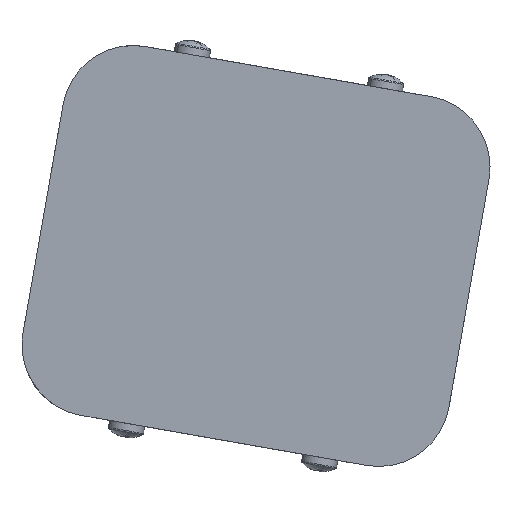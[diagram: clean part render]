
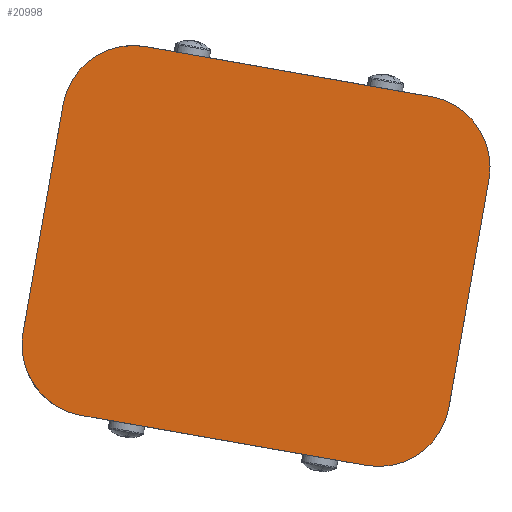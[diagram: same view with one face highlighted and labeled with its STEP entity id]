
A CAD part, front view. The second image highlights one B-rep face of the part: STEP entity #20998.
In plain terms, the highlighted planar face has unit normal (0, -1, 0).
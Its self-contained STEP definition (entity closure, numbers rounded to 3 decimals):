
#1574 = CIRCLE ( 'NONE', #9352, 8. ) ;
#1649 = CARTESIAN_POINT ( 'NONE',  ( -490.804, 398.5, -223.533 ) ) ;
#1854 = PLANE ( 'NONE',  #20369 ) ;
#2753 = VECTOR ( 'NONE', #9672, 1000. ) ;
#3169 = CARTESIAN_POINT ( 'NONE',  ( -482.924, 398.5, -224.915 ) ) ;
#4544 = ORIENTED_EDGE ( 'NONE', *, *, #11195, .F. ) ;
#4966 = LINE ( 'NONE', #35642, #8214 ) ;
#5404 = CARTESIAN_POINT ( 'NONE',  ( -489.421, 398.5, -215.653 ) ) ;
#5661 = CIRCLE ( 'NONE', #32247, 8. ) ;
#6263 = EDGE_CURVE ( 'NONE', #26895, #30397, #1574, .T. ) ;
#6278 = EDGE_CURVE ( 'NONE', #32697, #29836, #6755, .T. ) ;
#6755 = CIRCLE ( 'NONE', #39194, 8. ) ;
#7807 = DIRECTION ( 'NONE',  ( -0.985, 0., 0.173 ) ) ;
#7940 = CARTESIAN_POINT ( 'NONE',  ( -487.416, 398.5, -250.524 ) ) ;
#8203 = ORIENTED_EDGE ( 'NONE', *, *, #18164, .T. ) ;
#8214 = VECTOR ( 'NONE', #7807, 1000. ) ;
#8416 = CARTESIAN_POINT ( 'NONE',  ( -522.815, 398.5, -217.917 ) ) ;
#9352 = AXIS2_PLACEMENT_3D ( 'NONE', #38350, #29945, #23651 ) ;
#9672 = DIRECTION ( 'NONE',  ( 0.173, 0., 0.985 ) ) ;
#10090 = DIRECTION ( 'NONE',  ( 0., -1., 0. ) ) ;
#11195 = EDGE_CURVE ( 'NONE', #27378, #29836, #27369, .T. ) ;
#12161 = CARTESIAN_POINT ( 'NONE',  ( -530.003, 398.5, -212.595 ) ) ;
#15192 = DIRECTION ( 'NONE',  ( 0.173, 0., 0.985 ) ) ;
#16673 = AXIS2_PLACEMENT_3D ( 'NONE', #19243, #26121, #19450 ) ;
#16706 = ORIENTED_EDGE ( 'NONE', *, *, #34172, .T. ) ;
#17274 = FACE_OUTER_BOUND ( 'NONE', #34610, .T. ) ;
#18164 = EDGE_CURVE ( 'NONE', #30397, #32697, #4966, .T. ) ;
#18823 = LINE ( 'NONE', #30601, #2753 ) ;
#19243 = CARTESIAN_POINT ( 'NONE',  ( -527.307, 398.5, -243.526 ) ) ;
#19450 = DIRECTION ( 'NONE',  ( 0.985, 0., -0.173 ) ) ;
#19842 = DIRECTION ( 'NONE',  ( 0.985, 0., -0.173 ) ) ;
#20002 = EDGE_CURVE ( 'NONE', #24597, #26895, #18823, .T. ) ;
#20369 = AXIS2_PLACEMENT_3D ( 'NONE', #1649, #26602, #38408 ) ;
#20775 = VECTOR ( 'NONE', #33838, 1000. ) ;
#20785 = ORIENTED_EDGE ( 'NONE', *, *, #26838, .F. ) ;
#20998 = ADVANCED_FACE ( 'NONE', ( #17274 ), #1854, .T. ) ;
#21447 = CARTESIAN_POINT ( 'NONE',  ( -524.75, 398.5, -252.097 ) ) ;
#22550 = CIRCLE ( 'NONE', #16673, 8. ) ;
#23651 = DIRECTION ( 'NONE',  ( 0.985, 0., -0.173 ) ) ;
#23789 = VERTEX_POINT ( 'NONE', #37365 ) ;
#24597 = VERTEX_POINT ( 'NONE', #7940 ) ;
#26121 = DIRECTION ( 'NONE',  ( 0., -1., 0. ) ) ;
#26602 = DIRECTION ( 'NONE',  ( 0., -1., 0. ) ) ;
#26750 = CARTESIAN_POINT ( 'NONE',  ( -521.433, 398.5, -210.038 ) ) ;
#26838 = EDGE_CURVE ( 'NONE', #34626, #23789, #30581, .T. ) ;
#26895 = VERTEX_POINT ( 'NONE', #3169 ) ;
#27149 = ORIENTED_EDGE ( 'NONE', *, *, #6278, .T. ) ;
#27176 = ORIENTED_EDGE ( 'NONE', *, *, #6263, .T. ) ;
#27369 = LINE ( 'NONE', #12161, #27967 ) ;
#27378 = VERTEX_POINT ( 'NONE', #31275 ) ;
#27888 = CARTESIAN_POINT ( 'NONE',  ( -530.695, 398.5, -216.535 ) ) ;
#27967 = VECTOR ( 'NONE', #15192, 1000. ) ;
#29836 = VERTEX_POINT ( 'NONE', #27888 ) ;
#29945 = DIRECTION ( 'NONE',  ( 0., -1., 0. ) ) ;
#30397 = VERTEX_POINT ( 'NONE', #5404 ) ;
#30581 = LINE ( 'NONE', #21447, #20775 ) ;
#30601 = CARTESIAN_POINT ( 'NONE',  ( -482.233, 398.5, -220.975 ) ) ;
#31275 = CARTESIAN_POINT ( 'NONE',  ( -535.187, 398.5, -242.144 ) ) ;
#32247 = AXIS2_PLACEMENT_3D ( 'NONE', #38519, #10090, #19842 ) ;
#32576 = CARTESIAN_POINT ( 'NONE',  ( -496.678, 398.5, -257.021 ) ) ;
#32697 = VERTEX_POINT ( 'NONE', #26750 ) ;
#33838 = DIRECTION ( 'NONE',  ( -0.985, 0., 0.173 ) ) ;
#34118 = EDGE_CURVE ( 'NONE', #27378, #23789, #22550, .T. ) ;
#34172 = EDGE_CURVE ( 'NONE', #34626, #24597, #5661, .T. ) ;
#34610 = EDGE_LOOP ( 'NONE', ( #27176, #8203, #27149, #4544, #37739, #20785, #16706, #37626 ) ) ;
#34626 = VERTEX_POINT ( 'NONE', #32576 ) ;
#35642 = CARTESIAN_POINT ( 'NONE',  ( -517.493, 398.5, -210.729 ) ) ;
#36044 = DIRECTION ( 'NONE',  ( 0.985, 0., -0.173 ) ) ;
#37365 = CARTESIAN_POINT ( 'NONE',  ( -528.689, 398.5, -251.406 ) ) ;
#37626 = ORIENTED_EDGE ( 'NONE', *, *, #20002, .T. ) ;
#37739 = ORIENTED_EDGE ( 'NONE', *, *, #34118, .T. ) ;
#38350 = CARTESIAN_POINT ( 'NONE',  ( -490.804, 398.5, -223.533 ) ) ;
#38408 = DIRECTION ( 'NONE',  ( 0.985, 0., -0.173 ) ) ;
#38519 = CARTESIAN_POINT ( 'NONE',  ( -495.296, 398.5, -249.141 ) ) ;
#39194 = AXIS2_PLACEMENT_3D ( 'NONE', #8416, #39297, #36044 ) ;
#39297 = DIRECTION ( 'NONE',  ( 0., -1., 0. ) ) ;
